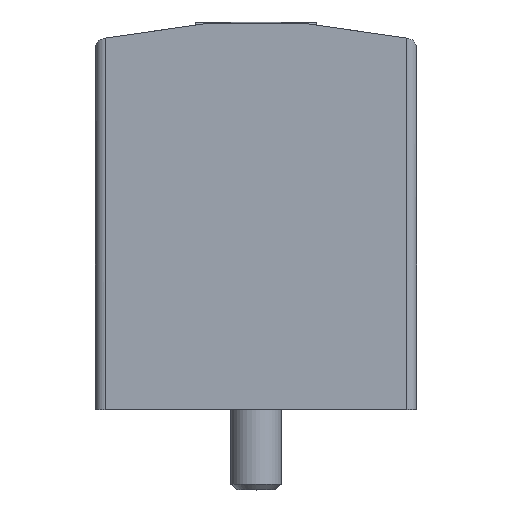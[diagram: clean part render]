
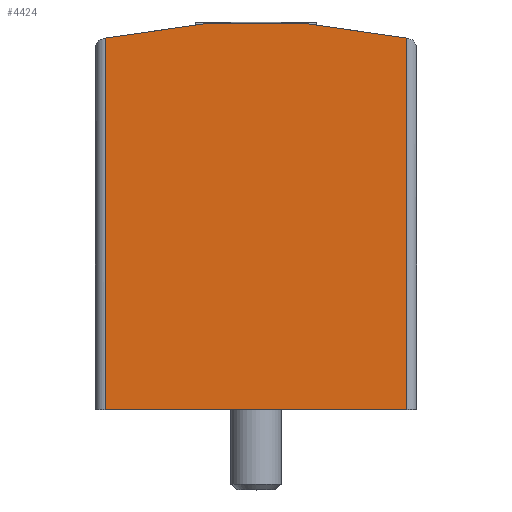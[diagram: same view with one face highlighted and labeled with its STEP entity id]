
A CAD part, top view. The second image highlights one B-rep face of the part: STEP entity #4424.
In plain terms, the highlighted planar face has unit normal (0, 0, 1).
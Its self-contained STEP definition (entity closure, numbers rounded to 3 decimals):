
#158=CIRCLE('',#4645,35.);
#522=ORIENTED_EDGE('',*,*,#1562,.F.);
#523=ORIENTED_EDGE('',*,*,#1459,.T.);
#524=ORIENTED_EDGE('',*,*,#1563,.T.);
#525=ORIENTED_EDGE('',*,*,#1419,.T.);
#1419=EDGE_CURVE('',#1954,#1953,#2307,.T.);
#1459=EDGE_CURVE('',#1989,#1990,#158,.T.);
#1562=EDGE_CURVE('',#1989,#1953,#2379,.T.);
#1563=EDGE_CURVE('',#1990,#1954,#2380,.T.);
#1953=VERTEX_POINT('',#6227);
#1954=VERTEX_POINT('',#6229);
#1989=VERTEX_POINT('',#6310);
#1990=VERTEX_POINT('',#6311);
#2307=LINE('',#6228,#2645);
#2379=LINE('',#6536,#2717);
#2380=LINE('',#6537,#2718);
#2645=VECTOR('',#5062,1000.);
#2717=VECTOR('',#5324,1000.);
#2718=VECTOR('',#5325,1000.);
#2993=EDGE_LOOP('',(#522,#523,#524,#525));
#3231=FACE_BOUND('',#2993,.T.);
#3442=PLANE('',#4715);
#4424=ADVANCED_FACE('',(#3231),#3442,.F.);
#4645=AXIS2_PLACEMENT_3D('',#6309,#5132,#5133);
#4715=AXIS2_PLACEMENT_3D('',#6535,#5322,#5323);
#5062=DIRECTION('',(1.,0.,0.));
#5132=DIRECTION('',(0.,0.,1.));
#5133=DIRECTION('',(1.,0.,0.));
#5322=DIRECTION('',(0.,0.,-1.));
#5323=DIRECTION('',(-1.,0.,0.));
#5324=DIRECTION('',(0.,-1.,0.));
#5325=DIRECTION('',(0.,-1.,0.));
#6227=CARTESIAN_POINT('',(7.5,0.,8.));
#6228=CARTESIAN_POINT('',(-7.5,0.,8.));
#6229=CARTESIAN_POINT('',(-7.5,0.,8.));
#6309=CARTESIAN_POINT('',(0.,-15.7,8.));
#6310=CARTESIAN_POINT('',(7.5,18.487,8.));
#6311=CARTESIAN_POINT('',(-7.5,18.487,8.));
#6535=CARTESIAN_POINT('',(-7.5,19.3,8.));
#6536=CARTESIAN_POINT('',(7.5,19.3,8.));
#6537=CARTESIAN_POINT('',(-7.5,19.3,8.));
